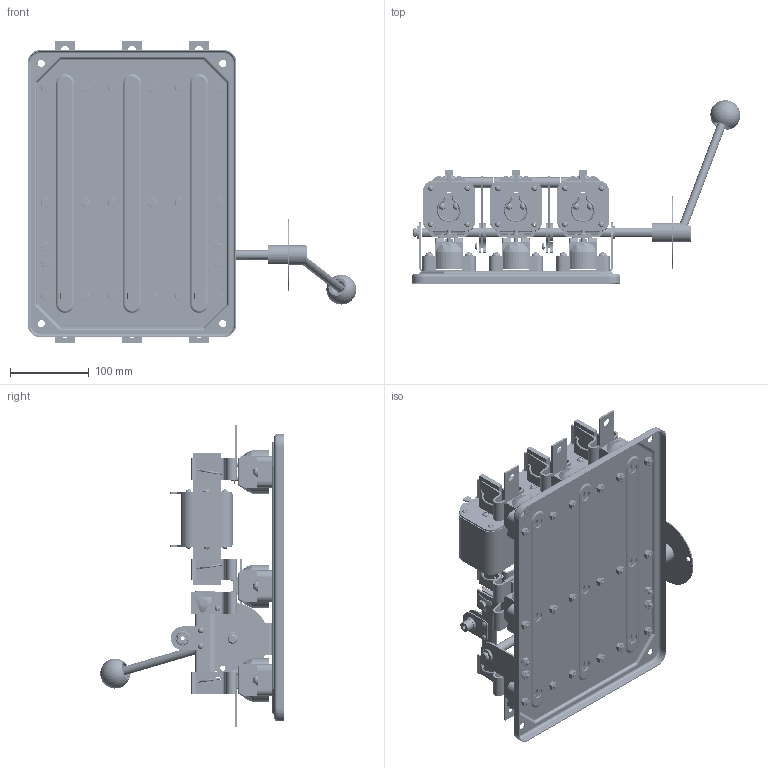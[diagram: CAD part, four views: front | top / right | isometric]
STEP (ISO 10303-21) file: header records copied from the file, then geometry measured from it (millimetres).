
FILE_DESCRIPTION (( 'STEP AP203' ), '1' );
FILE_NAME ('ﾐﾏﾁ -4ﾏ ﾓﾕﾋ3 ﾏﾂ400ﾀ.STEP', '2015-03-23T11:44:42', ( 'user' ), ( '' ), 'SwSTEP 2.0', 'SolidWorks 2010', '' );
FILE_SCHEMA (( 'CONFIG_CONTROL_DESIGN' ));
Products named in the file (1): ﾐﾏﾁ -4ﾏ ﾓﾕﾋ3 ﾏﾂ400ﾀ
Bounding box: 416.68 x 232.76 x 384 mm (x, y, z)
Surface area: 760632.7 mm2 (no closed solid volume)
Topology: 0 solids, 340 shells, 3046 faces, 9447 edges, 6606 vertices
Faces by surface type: plane 1450, cylinder 1018, torus 270, sphere 161, cone 110, bspline 37
Entity records: 108979 total; most frequent: CARTESIAN_POINT 24389, DIRECTION 18900, ORIENTED_EDGE 15235, EDGE_CURVE 9424, AXIS2_PLACEMENT_3D 7351, VERTEX_POINT 6603, CIRCLE 4341, LINE 4198
